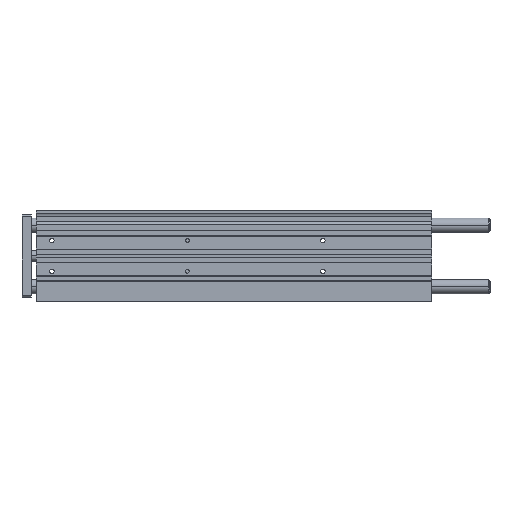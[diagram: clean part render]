
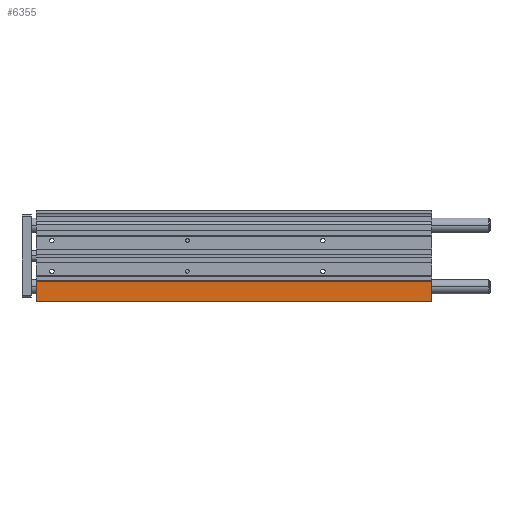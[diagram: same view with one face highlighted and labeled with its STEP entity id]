
A CAD part, top view. The second image highlights one B-rep face of the part: STEP entity #6355.
In plain terms, the highlighted planar face has unit normal (0, 0, 1).
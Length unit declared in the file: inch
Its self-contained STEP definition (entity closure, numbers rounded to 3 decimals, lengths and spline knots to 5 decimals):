
#38 = EDGE_CURVE ( 'NONE', #10116, #5813, #1965, .T. ) ;
#146 = DIRECTION ( 'NONE',  ( 0., -1., 0. ) ) ;
#292 = EDGE_CURVE ( 'NONE', #2662, #10116, #10793, .T. ) ;
#970 = EDGE_CURVE ( 'NONE', #2662, #7640, #5428, .T. ) ;
#1402 = CARTESIAN_POINT ( 'NONE',  ( 0., -1.11024, 0.82677 ) ) ;
#1504 = EDGE_CURVE ( 'NONE', #7640, #5813, #9527, .T. ) ;
#1562 = CARTESIAN_POINT ( 'NONE',  ( 17.22441, -1.98819, 0.82677 ) ) ;
#1833 = EDGE_LOOP ( 'NONE', ( #10273, #6735, #3919, #8462 ) ) ;
#1965 = LINE ( 'NONE', #3812, #9992 ) ;
#2405 = CARTESIAN_POINT ( 'NONE',  ( 17.22441, -1.11024, 0.82677 ) ) ;
#2662 = VERTEX_POINT ( 'NONE', #2405 ) ;
#2709 = DIRECTION ( 'NONE',  ( -1., 0., 0. ) ) ;
#3812 = CARTESIAN_POINT ( 'NONE',  ( 0., -1.11024, 0.82677 ) ) ;
#3919 = ORIENTED_EDGE ( 'NONE', *, *, #970, .F. ) ;
#4266 = VECTOR ( 'NONE', #2709, 39.37008 ) ;
#4344 = AXIS2_PLACEMENT_3D ( 'NONE', #4891, #8526, #146 ) ;
#4541 = DIRECTION ( 'NONE',  ( 0., -1., 0. ) ) ;
#4891 = CARTESIAN_POINT ( 'NONE',  ( 17.22441, -1.11024, 0.82677 ) ) ;
#5377 = CARTESIAN_POINT ( 'NONE',  ( 0., -1.98819, 0.82677 ) ) ;
#5428 = LINE ( 'NONE', #10825, #5833 ) ;
#5813 = VERTEX_POINT ( 'NONE', #5377 ) ;
#5833 = VECTOR ( 'NONE', #4541, 39.37008 ) ;
#6007 = VECTOR ( 'NONE', #10371, 39.37008 ) ;
#6355 = ADVANCED_FACE ( 'NONE', ( #6556 ), #9432, .F. ) ;
#6449 = DIRECTION ( 'NONE',  ( 0., -1., 0. ) ) ;
#6556 = FACE_OUTER_BOUND ( 'NONE', #1833, .T. ) ;
#6735 = ORIENTED_EDGE ( 'NONE', *, *, #1504, .F. ) ;
#7640 = VERTEX_POINT ( 'NONE', #1562 ) ;
#8462 = ORIENTED_EDGE ( 'NONE', *, *, #292, .T. ) ;
#8526 = DIRECTION ( 'NONE',  ( 0., 0., -1. ) ) ;
#9432 = PLANE ( 'NONE',  #4344 ) ;
#9527 = LINE ( 'NONE', #10303, #6007 ) ;
#9992 = VECTOR ( 'NONE', #6449, 39.37008 ) ;
#10116 = VERTEX_POINT ( 'NONE', #1402 ) ;
#10273 = ORIENTED_EDGE ( 'NONE', *, *, #38, .T. ) ;
#10303 = CARTESIAN_POINT ( 'NONE',  ( 17.22441, -1.98819, 0.82677 ) ) ;
#10371 = DIRECTION ( 'NONE',  ( -1., 0., 0. ) ) ;
#10793 = LINE ( 'NONE', #11695, #4266 ) ;
#10825 = CARTESIAN_POINT ( 'NONE',  ( 17.22441, -1.11024, 0.82677 ) ) ;
#11695 = CARTESIAN_POINT ( 'NONE',  ( 17.22441, -1.11024, 0.82677 ) ) ;
